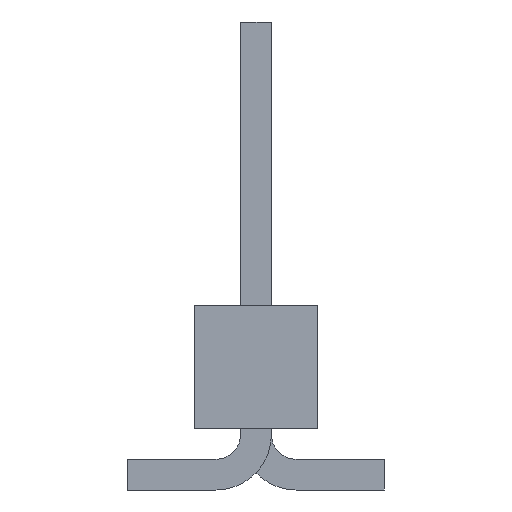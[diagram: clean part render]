
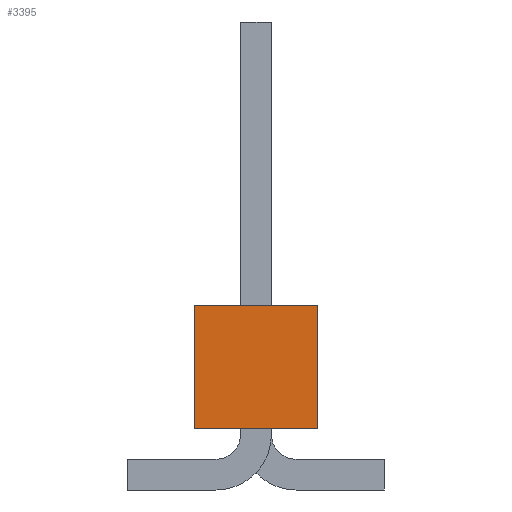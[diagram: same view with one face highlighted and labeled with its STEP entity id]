
A CAD part, left-side view. The second image highlights one B-rep face of the part: STEP entity #3395.
In plain terms, the highlighted face is planar.
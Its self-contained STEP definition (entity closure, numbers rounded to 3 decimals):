
#776 = VERTEX_POINT('',#777);
#777 = CARTESIAN_POINT('',(13.97,1.27,1.27));
#783 = EDGE_CURVE('',#776,#784,#786,.T.);
#784 = VERTEX_POINT('',#785);
#785 = CARTESIAN_POINT('',(13.97,1.27,-1.27));
#786 = LINE('',#787,#788);
#787 = CARTESIAN_POINT('',(13.97,1.27,1.27));
#788 = VECTOR('',#789,1.);
#789 = DIRECTION('',(0.,0.,-1.));
#1790 = VERTEX_POINT('',#1791);
#1791 = CARTESIAN_POINT('',(13.97,-1.27,-1.27));
#1797 = EDGE_CURVE('',#1798,#1790,#1800,.T.);
#1798 = VERTEX_POINT('',#1799);
#1799 = CARTESIAN_POINT('',(13.97,-1.27,1.27));
#1800 = LINE('',#1801,#1802);
#1801 = CARTESIAN_POINT('',(13.97,-1.27,1.27));
#1802 = VECTOR('',#1803,1.);
#1803 = DIRECTION('',(0.,0.,-1.));
#2382 = EDGE_CURVE('',#784,#1790,#2383,.T.);
#2383 = LINE('',#2384,#2385);
#2384 = CARTESIAN_POINT('',(13.97,1.27,-1.27));
#2385 = VECTOR('',#2386,1.);
#2386 = DIRECTION('',(0.,-1.,0.));
#2404 = EDGE_CURVE('',#776,#1798,#2405,.T.);
#2405 = LINE('',#2406,#2407);
#2406 = CARTESIAN_POINT('',(13.97,1.27,1.27));
#2407 = VECTOR('',#2408,1.);
#2408 = DIRECTION('',(0.,-1.,0.));
#3395 = ADVANCED_FACE('',(#3396),#3402,.F.);
#3396 = FACE_BOUND('',#3397,.T.);
#3397 = EDGE_LOOP('',(#3398,#3399,#3400,#3401));
#3398 = ORIENTED_EDGE('',*,*,#1797,.T.);
#3399 = ORIENTED_EDGE('',*,*,#2382,.F.);
#3400 = ORIENTED_EDGE('',*,*,#783,.F.);
#3401 = ORIENTED_EDGE('',*,*,#2404,.T.);
#3402 = PLANE('',#3403);
#3403 = AXIS2_PLACEMENT_3D('',#3404,#3405,#3406);
#3404 = CARTESIAN_POINT('',(13.97,1.27,1.27));
#3405 = DIRECTION('',(-1.,0.,0.));
#3406 = DIRECTION('',(0.,0.,1.));
